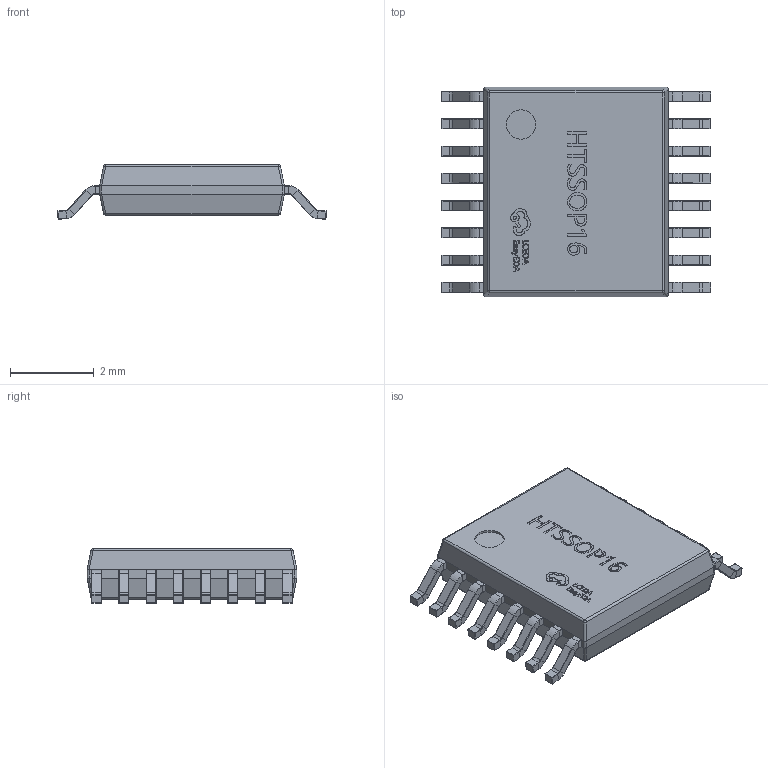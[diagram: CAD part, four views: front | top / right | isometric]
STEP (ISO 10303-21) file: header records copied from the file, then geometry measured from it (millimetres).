
FILE_DESCRIPTION (( 'STEP AP214' ), '1' );
FILE_NAME ('HTSSOP-16_L5.0-W4.4-H1.2-LS6.4-P0.65.step', '2022-07-26T09:49:26', ( '' ), ( '' ), 'SwSTEP 2.0', 'SolidWorks 2020', '' );
FILE_SCHEMA (( 'AUTOMOTIVE_DESIGN' ));
Length unit declared in the file: millimetre
Products named in the file (1): HTSSOP-16_L5.0-W4.4-H1.2-LS6.4-P0.65
Bounding box: 6.41 x 5 x 1.3 mm (x, y, z)
Volume: 26.4 mm3; surface area: 81.6 mm2
Topology: 30 solids, 30 shells, 1251 faces, 2836 edges, 1632 vertices
Faces by surface type: plane 531, cylinder 342, bspline 162, torus 128, sphere 88
Entity records: 51862 total; most frequent: CARTESIAN_POINT 11018, ORIENTED_EDGE 5544, DIRECTION 5428, EDGE_CURVE 2772, AXIS2_PLACEMENT_3D 1918, VERTEX_POINT 1600, VECTOR 1592, LINE 1592
